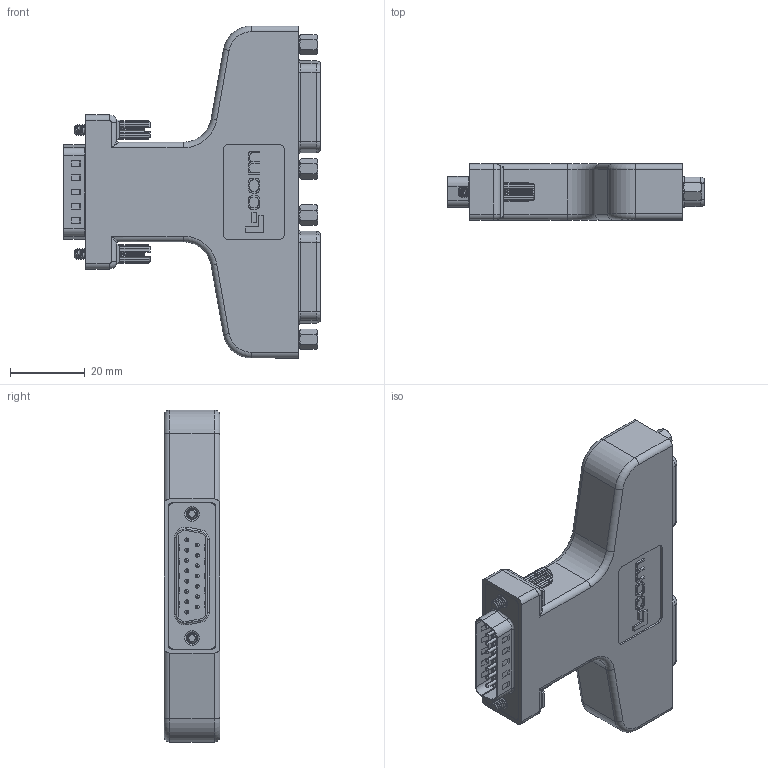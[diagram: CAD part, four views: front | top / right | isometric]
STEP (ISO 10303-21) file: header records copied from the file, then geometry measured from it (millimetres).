
FILE_DESCRIPTION (( 'STEP AP203' ), '1' );
FILE_NAME ('ADPT-DB15Y.STEP', '2011-06-28T14:01:45', ( 'x' ), ( 'Microsoft' ), 'SwSTEP 2.0', 'SolidWorks 2010', '' );
FILE_SCHEMA (( 'CONFIG_CONTROL_DESIGN' ));
Length unit declared in the file: inch
Products named in the file (8): 1AC08-014; 1AJ06-038_SP26456; ADPT-DB15Y; MTN-586; MTN-585; 1AJ09-037; 1AC02-011; SDG250-MA1
Assembly tree (13 placements, depth 2):
  ADPT-DB15Y
    1AC08-014  x2
    SDG250-MA1  x4
    1AJ06-038_SP26456  x2
    1AC02-011
    1AJ09-037  x2
    MTN-586
    MTN-585
Bounding box: 68.87 x 14.99 x 89.05 mm (x, y, z)
Volume: 64248.7 mm3; surface area: 34159.2 mm2
Topology: 68 solids, 68 shells, 2396 faces, 5838 edges, 3648 vertices
Faces by surface type: cylinder 904, plane 860, cone 312, torus 188, sphere 76, bspline 56
Entity records: 49822 total; most frequent: CARTESIAN_POINT 11925, DIRECTION 7950, ORIENTED_EDGE 7530, EDGE_CURVE 3765, AXIS2_PLACEMENT_3D 3032, VERTEX_POINT 2382, LINE 1886, VECTOR 1886
